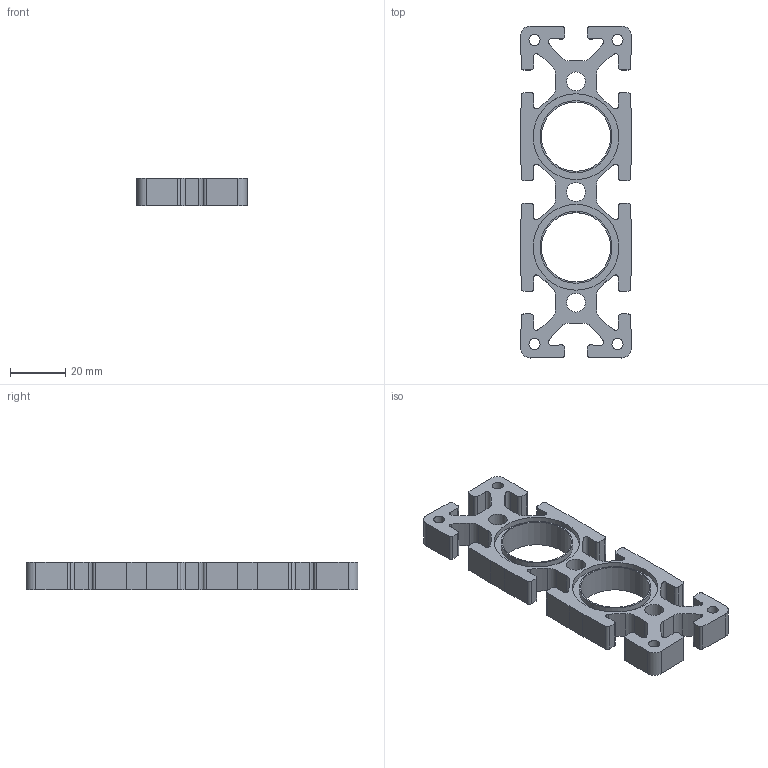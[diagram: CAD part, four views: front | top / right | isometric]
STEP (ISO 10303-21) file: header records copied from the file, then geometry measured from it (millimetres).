
FILE_DESCRIPTION((''),'2;1');
FILE_NAME('SD0103N.stp','2009-08-10T15:13:33',('teddy iii'),(''),'Autodesk Inventor 11','Autodesk Inventor 11','');
FILE_SCHEMA(('AUTOMOTIVE_DESIGN { 1 0 10303 214 1 1 1 1 }'));
Length unit declared in the file: millimetre
Products named in the file (1): SD0103N
Bounding box: 40 x 120 x 10 mm (x, y, z)
Volume: 21621.5 mm3; surface area: 15036.8 mm2
Topology: 1 solids, 1 shells, 171 faces, 483 edges, 322 vertices
Faces by surface type: cylinder 97, plane 68, bspline 6
Full cylindrical faces by diameter (mm): 4 x4, 6.8 x3, 25 x2, 26 x2, 31 x2
Entity records: 5645 total; most frequent: CARTESIAN_POINT 1034, DIRECTION 1000, ORIENTED_EDGE 932, EDGE_CURVE 466, AXIS2_PLACEMENT_3D 368, VERTEX_POINT 322, VECTOR 264, LINE 264
